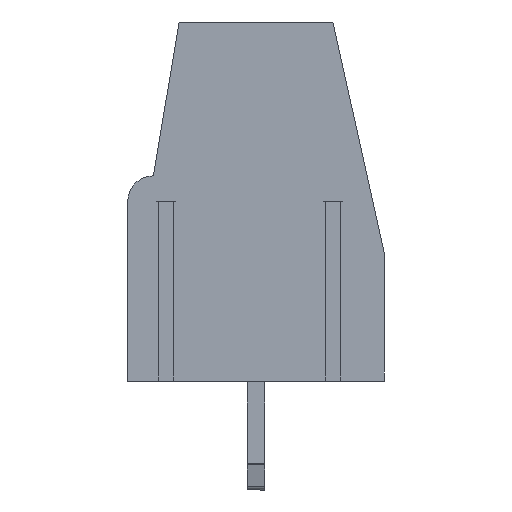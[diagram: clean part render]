
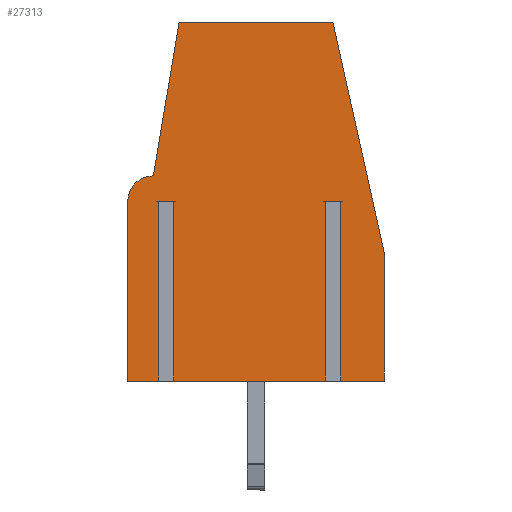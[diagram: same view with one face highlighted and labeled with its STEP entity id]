
A CAD part, left-side view. The second image highlights one B-rep face of the part: STEP entity #27313.
In plain terms, the highlighted face is planar.
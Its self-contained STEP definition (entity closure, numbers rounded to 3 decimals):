
#1323=CIRCLE('',#31549,1.);
#3522=FACE_OUTER_BOUND('',#4627,.T.);
#4627=EDGE_LOOP('',(#24515,#24516,#24517,#24518,#24519,#24520,#24521,#24522,
#24523,#24524,#24525,#24526,#24527,#24528,#24529));
#7647=LINE('',#64508,#10954);
#7652=LINE('',#64519,#10959);
#7654=LINE('',#64522,#10961);
#7660=LINE('',#64536,#10967);
#7664=LINE('',#64543,#10971);
#7665=LINE('',#64545,#10972);
#7666=LINE('',#64547,#10973);
#7667=LINE('',#64549,#10974);
#7668=LINE('',#64551,#10975);
#7669=LINE('',#64553,#10976);
#7670=LINE('',#64555,#10977);
#7671=LINE('',#64557,#10978);
#7672=LINE('',#64561,#10979);
#7673=LINE('',#64562,#10980);
#10954=VECTOR('',#38547,10.);
#10959=VECTOR('',#38556,10.);
#10961=VECTOR('',#38560,10.);
#10967=VECTOR('',#38570,10.);
#10971=VECTOR('',#38576,10.);
#10972=VECTOR('',#38579,10.);
#10973=VECTOR('',#38582,10.);
#10974=VECTOR('',#38583,10.);
#10975=VECTOR('',#38584,10.);
#10976=VECTOR('',#38585,10.);
#10977=VECTOR('',#38586,10.);
#10978=VECTOR('',#38587,10.);
#10979=VECTOR('',#38590,10.);
#10980=VECTOR('',#38591,10.);
#15231=VERTEX_POINT('',#64502);
#15233=VERTEX_POINT('',#64506);
#15236=VERTEX_POINT('',#64516);
#15237=VERTEX_POINT('',#64518);
#15242=VERTEX_POINT('',#64533);
#15243=VERTEX_POINT('',#64535);
#15244=VERTEX_POINT('',#64539);
#15245=VERTEX_POINT('',#64541);
#15246=VERTEX_POINT('',#64548);
#15247=VERTEX_POINT('',#64550);
#15248=VERTEX_POINT('',#64552);
#15249=VERTEX_POINT('',#64554);
#15250=VERTEX_POINT('',#64556);
#15251=VERTEX_POINT('',#64558);
#15252=VERTEX_POINT('',#64560);
#19563=EDGE_CURVE('',#15231,#15233,#7647,.T.);
#19568=EDGE_CURVE('',#15237,#15236,#7652,.T.);
#19570=EDGE_CURVE('',#15233,#15237,#7654,.T.);
#19576=EDGE_CURVE('',#15243,#15242,#7660,.T.);
#19580=EDGE_CURVE('',#15244,#15245,#7664,.T.);
#19581=EDGE_CURVE('',#15245,#15243,#7665,.T.);
#19582=EDGE_CURVE('',#15236,#15244,#7666,.T.);
#19583=EDGE_CURVE('',#15242,#15246,#7667,.T.);
#19584=EDGE_CURVE('',#15246,#15247,#7668,.T.);
#19585=EDGE_CURVE('',#15247,#15248,#7669,.T.);
#19586=EDGE_CURVE('',#15248,#15249,#7670,.T.);
#19587=EDGE_CURVE('',#15249,#15250,#7671,.T.);
#19588=EDGE_CURVE('',#15250,#15251,#1323,.T.);
#19589=EDGE_CURVE('',#15251,#15252,#7672,.T.);
#19590=EDGE_CURVE('',#15252,#15231,#7673,.T.);
#24515=ORIENTED_EDGE('',*,*,#19568,.T.);
#24516=ORIENTED_EDGE('',*,*,#19582,.T.);
#24517=ORIENTED_EDGE('',*,*,#19580,.T.);
#24518=ORIENTED_EDGE('',*,*,#19581,.T.);
#24519=ORIENTED_EDGE('',*,*,#19576,.T.);
#24520=ORIENTED_EDGE('',*,*,#19583,.T.);
#24521=ORIENTED_EDGE('',*,*,#19584,.T.);
#24522=ORIENTED_EDGE('',*,*,#19585,.T.);
#24523=ORIENTED_EDGE('',*,*,#19586,.T.);
#24524=ORIENTED_EDGE('',*,*,#19587,.T.);
#24525=ORIENTED_EDGE('',*,*,#19588,.T.);
#24526=ORIENTED_EDGE('',*,*,#19589,.T.);
#24527=ORIENTED_EDGE('',*,*,#19590,.T.);
#24528=ORIENTED_EDGE('',*,*,#19563,.T.);
#24529=ORIENTED_EDGE('',*,*,#19570,.T.);
#26253=PLANE('',#31548);
#27313=ADVANCED_FACE('',(#3522),#26253,.F.);
#31548=AXIS2_PLACEMENT_3D('',#64546,#38580,#38581);
#31549=AXIS2_PLACEMENT_3D('',#64559,#38588,#38589);
#38547=DIRECTION('',(0.,1.,0.));
#38556=DIRECTION('',(0.,-1.,0.));
#38560=DIRECTION('',(-1.,0.,0.));
#38570=DIRECTION('',(0.,-1.,0.));
#38576=DIRECTION('',(0.,1.,0.));
#38579=DIRECTION('',(-1.,0.,0.));
#38580=DIRECTION('center_axis',(0.,0.,
1.));
#38581=DIRECTION('ref_axis',(1.,0.,0.));
#38582=DIRECTION('',(-1.,0.,0.));
#38583=DIRECTION('',(-1.,0.,0.));
#38584=DIRECTION('',(0.,1.,0.));
#38585=DIRECTION('',(0.217,0.976,0.));
#38586=DIRECTION('',(1.,0.,0.));
#38587=DIRECTION('',(0.164,-0.986,0.));
#38588=DIRECTION('center_axis',(0.,0.,
-1.));
#38589=DIRECTION('ref_axis',(1.,0.,0.));
#38590=DIRECTION('',(0.,-1.,0.));
#38591=DIRECTION('',(-1.,0.,0.));
#64502=CARTESIAN_POINT('',(8.8,0.,-40.76));
#64506=CARTESIAN_POINT('',(8.8,7.,-40.76));
#64508=CARTESIAN_POINT('',(8.8,2.75,-40.76));
#64516=CARTESIAN_POINT('',(8.2,0.,-40.76));
#64518=CARTESIAN_POINT('',(8.2,7.,-40.76));
#64519=CARTESIAN_POINT('',(8.2,2.75,-40.76));
#64522=CARTESIAN_POINT('',(5.,7.,-40.76));
#64533=CARTESIAN_POINT('',(1.7,0.,-40.76));
#64535=CARTESIAN_POINT('',(1.7,7.,-40.76));
#64536=CARTESIAN_POINT('',(1.7,2.75,-40.76));
#64539=CARTESIAN_POINT('',(2.3,0.,-40.76));
#64541=CARTESIAN_POINT('',(2.3,7.,-40.76));
#64543=CARTESIAN_POINT('',(2.3,2.75,-40.76));
#64545=CARTESIAN_POINT('',(5.,7.,-40.76));
#64546=CARTESIAN_POINT('Origin',(5.5,5.5,-40.76));
#64547=CARTESIAN_POINT('',(2.75,0.,-40.76));
#64548=CARTESIAN_POINT('',(0.,0.,-40.76));
#64549=CARTESIAN_POINT('',(2.75,0.,-40.76));
#64550=CARTESIAN_POINT('',(0.,5.,-40.76));
#64551=CARTESIAN_POINT('',(0.,5.25,-40.76));
#64552=CARTESIAN_POINT('',(2.,14.,-40.76));
#64553=CARTESIAN_POINT('',(1.182,10.321,-40.76));
#64554=CARTESIAN_POINT('',(8.,14.,-40.76));
#64555=CARTESIAN_POINT('',(6.75,14.,-40.76));
#64556=CARTESIAN_POINT('',(9.,8.,-40.76));
#64557=CARTESIAN_POINT('',(9.155,7.068,-40.76));
#64558=CARTESIAN_POINT('',(10.,7.,-40.76));
#64559=CARTESIAN_POINT('Origin',(9.,7.,-40.76));
#64560=CARTESIAN_POINT('',(10.,0.,-40.76));
#64561=CARTESIAN_POINT('',(10.,2.75,-40.76));
#64562=CARTESIAN_POINT('',(2.75,0.,-40.76));
